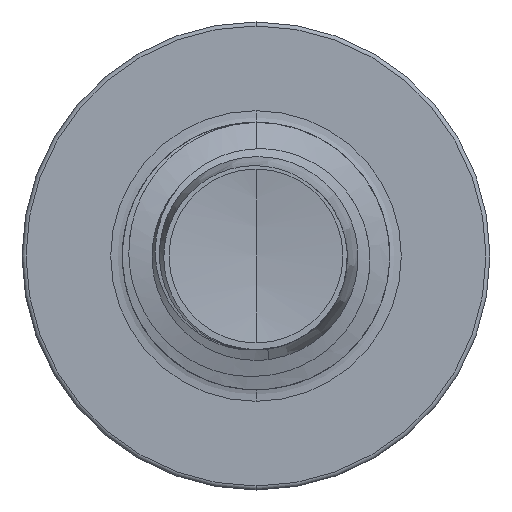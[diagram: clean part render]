
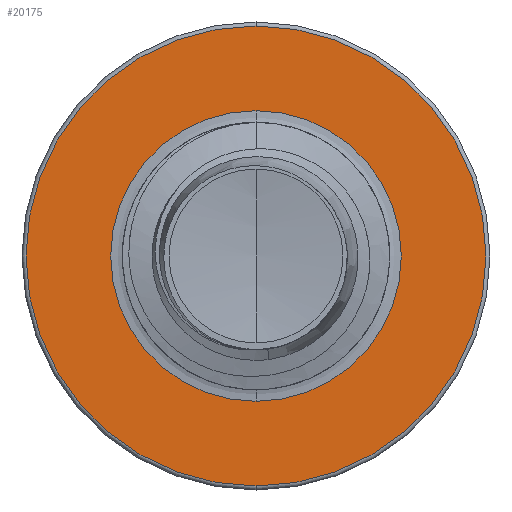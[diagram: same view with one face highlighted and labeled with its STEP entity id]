
A CAD part, front view. The second image highlights one B-rep face of the part: STEP entity #20175.
In plain terms, the highlighted planar face has unit normal (0, -1, 0).
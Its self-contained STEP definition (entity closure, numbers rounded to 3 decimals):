
#1184 = DIRECTION ( 'NONE',  ( 0., 0., 1. ) ) ;
#1229 = DIRECTION ( 'NONE',  ( 0., 0., 1. ) ) ;
#1263 = DIRECTION ( 'NONE',  ( 0., 1., 0. ) ) ;
#1305 = CARTESIAN_POINT ( 'NONE',  ( 0., 9., 0. ) ) ;
#1580 = DIRECTION ( 'NONE',  ( 0., 0., 1. ) ) ;
#1610 = DIRECTION ( 'NONE',  ( 0., 1., 0. ) ) ;
#1622 = CARTESIAN_POINT ( 'NONE',  ( 0., 9., 0. ) ) ;
#3383 = ORIENTED_EDGE ( 'NONE', *, *, #21146, .T. ) ;
#3606 = CIRCLE ( 'NONE', #22307, 3.44 ) ;
#4246 = CIRCLE ( 'NONE', #24601, 3.44 ) ;
#4424 = CIRCLE ( 'NONE', #20469, 2.174 ) ;
#4766 = VERTEX_POINT ( 'NONE', #11813 ) ;
#6051 = EDGE_CURVE ( 'NONE', #20396, #18668, #4424, .T. ) ;
#6102 = EDGE_CURVE ( 'NONE', #16888, #4766, #3606, .T. ) ;
#6327 = DIRECTION ( 'NONE',  ( 0., 1., 0. ) ) ;
#9049 = DIRECTION ( 'NONE',  ( 0., 1., 0. ) ) ;
#9286 = CARTESIAN_POINT ( 'NONE',  ( 0., 9., 2.174 ) ) ;
#9713 = CARTESIAN_POINT ( 'NONE',  ( 0., 9., -2.174 ) ) ;
#11165 = CIRCLE ( 'NONE', #20774, 2.174 ) ;
#11813 = CARTESIAN_POINT ( 'NONE',  ( 0., 9., 3.44 ) ) ;
#11853 = ORIENTED_EDGE ( 'NONE', *, *, #6051, .T. ) ;
#12795 = ORIENTED_EDGE ( 'NONE', *, *, #21376, .F. ) ;
#13023 = PLANE ( 'NONE',  #19104 ) ;
#14629 = EDGE_LOOP ( 'NONE', ( #11853, #3383 ) ) ;
#14884 = ORIENTED_EDGE ( 'NONE', *, *, #6102, .F. ) ;
#15374 = DIRECTION ( 'NONE',  ( 0., 1., 0. ) ) ;
#16888 = VERTEX_POINT ( 'NONE', #20940 ) ;
#18668 = VERTEX_POINT ( 'NONE', #9713 ) ;
#19104 = AXIS2_PLACEMENT_3D ( 'NONE', #23335, #15374, #1184 ) ;
#19439 = CARTESIAN_POINT ( 'NONE',  ( 0., 9., 0. ) ) ;
#20175 = ADVANCED_FACE ( 'NONE', ( #24071, #20442 ), #13023, .F. ) ;
#20396 = VERTEX_POINT ( 'NONE', #9286 ) ;
#20442 = FACE_BOUND ( 'NONE', #14629, .T. ) ;
#20469 = AXIS2_PLACEMENT_3D ( 'NONE', #1622, #1610, #1580 ) ;
#20774 = AXIS2_PLACEMENT_3D ( 'NONE', #19439, #6327, #20938 ) ;
#20883 = EDGE_LOOP ( 'NONE', ( #12795, #14884 ) ) ;
#20938 = DIRECTION ( 'NONE',  ( 0., 0., 1. ) ) ;
#20940 = CARTESIAN_POINT ( 'NONE',  ( 0., 9., -3.44 ) ) ;
#21109 = CARTESIAN_POINT ( 'NONE',  ( 0., 9., 0. ) ) ;
#21146 = EDGE_CURVE ( 'NONE', #18668, #20396, #11165, .T. ) ;
#21376 = EDGE_CURVE ( 'NONE', #4766, #16888, #4246, .T. ) ;
#22307 = AXIS2_PLACEMENT_3D ( 'NONE', #1305, #1263, #1229 ) ;
#22465 = DIRECTION ( 'NONE',  ( 0., 0., 1. ) ) ;
#23335 = CARTESIAN_POINT ( 'NONE',  ( 0., 9., -2.174 ) ) ;
#24071 = FACE_OUTER_BOUND ( 'NONE', #20883, .T. ) ;
#24601 = AXIS2_PLACEMENT_3D ( 'NONE', #21109, #9049, #22465 ) ;
